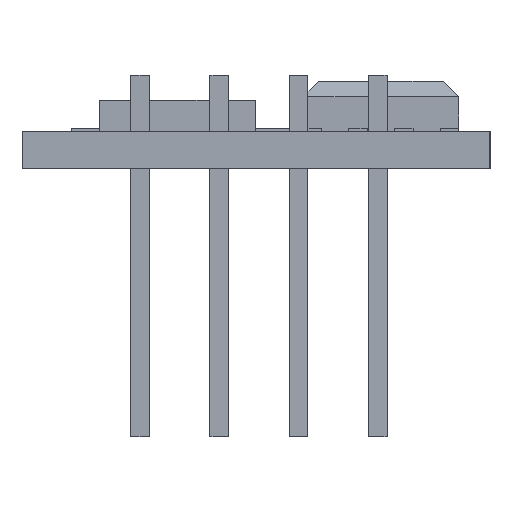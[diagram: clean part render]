
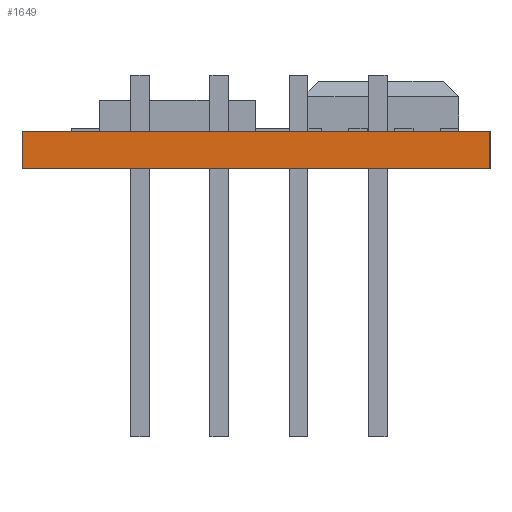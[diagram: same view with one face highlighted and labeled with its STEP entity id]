
A CAD part, left-side view. The second image highlights one B-rep face of the part: STEP entity #1649.
In plain terms, the highlighted face is planar.
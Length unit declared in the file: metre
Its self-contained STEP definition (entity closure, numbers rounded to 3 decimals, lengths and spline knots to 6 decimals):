
#18 = CARTESIAN_POINT ( 'NONE',  ( 0., 0., 0.0012 ) ) ;
#26 = ORIENTED_EDGE ( 'NONE', *, *, #3850, .F. ) ;
#79 = VECTOR ( 'NONE', #991, 1. ) ;
#159 = DIRECTION ( 'NONE',  ( 1., 0., 0. ) ) ;
#251 = CARTESIAN_POINT ( 'NONE',  ( 0., 0., 0.0012 ) ) ;
#258 = DIRECTION ( 'NONE',  ( 0., 0., 1. ) ) ;
#439 = AXIS2_PLACEMENT_3D ( 'NONE', #2189, #2892, #3219 ) ;
#521 = CARTESIAN_POINT ( 'NONE',  ( 0., 0., 0. ) ) ;
#530 = FACE_OUTER_BOUND ( 'NONE', #2134, .T. ) ;
#733 = LINE ( 'NONE', #2765, #1528 ) ;
#801 = LINE ( 'NONE', #3336, #1686 ) ;
#842 = CARTESIAN_POINT ( 'NONE',  ( 0.015, 0., 0.0012 ) ) ;
#991 = DIRECTION ( 'NONE',  ( 0., 0., 1. ) ) ;
#1323 = LINE ( 'NONE', #18, #3674 ) ;
#1341 = EDGE_CURVE ( 'NONE', #2191, #2926, #733, .T. ) ;
#1528 = VECTOR ( 'NONE', #258, 1. ) ;
#1577 = VERTEX_POINT ( 'NONE', #251 ) ;
#1649 = ADVANCED_FACE ( 'NONE', ( #530 ), #2897, .T. ) ;
#1686 = VECTOR ( 'NONE', #159, 1. ) ;
#1776 = LINE ( 'NONE', #2298, #79 ) ;
#1962 = VERTEX_POINT ( 'NONE', #521 ) ;
#2134 = EDGE_LOOP ( 'NONE', ( #3980, #2447, #3146, #26 ) ) ;
#2189 = CARTESIAN_POINT ( 'NONE',  ( 0., 0., 0. ) ) ;
#2191 = VERTEX_POINT ( 'NONE', #3818 ) ;
#2253 = DIRECTION ( 'NONE',  ( 1., 0., 0. ) ) ;
#2298 = CARTESIAN_POINT ( 'NONE',  ( 0., 0., 0. ) ) ;
#2447 = ORIENTED_EDGE ( 'NONE', *, *, #1341, .T. ) ;
#2615 = EDGE_CURVE ( 'NONE', #1962, #2191, #801, .T. ) ;
#2765 = CARTESIAN_POINT ( 'NONE',  ( 0.015, 0., 0. ) ) ;
#2892 = DIRECTION ( 'NONE',  ( 0., -1., 0. ) ) ;
#2897 = PLANE ( 'NONE',  #439 ) ;
#2926 = VERTEX_POINT ( 'NONE', #842 ) ;
#3146 = ORIENTED_EDGE ( 'NONE', *, *, #3856, .F. ) ;
#3219 = DIRECTION ( 'NONE',  ( 0., 0., -1. ) ) ;
#3336 = CARTESIAN_POINT ( 'NONE',  ( 0., 0., 0. ) ) ;
#3674 = VECTOR ( 'NONE', #2253, 1. ) ;
#3818 = CARTESIAN_POINT ( 'NONE',  ( 0.015, 0., 0. ) ) ;
#3850 = EDGE_CURVE ( 'NONE', #1962, #1577, #1776, .T. ) ;
#3856 = EDGE_CURVE ( 'NONE', #1577, #2926, #1323, .T. ) ;
#3980 = ORIENTED_EDGE ( 'NONE', *, *, #2615, .T. ) ;
